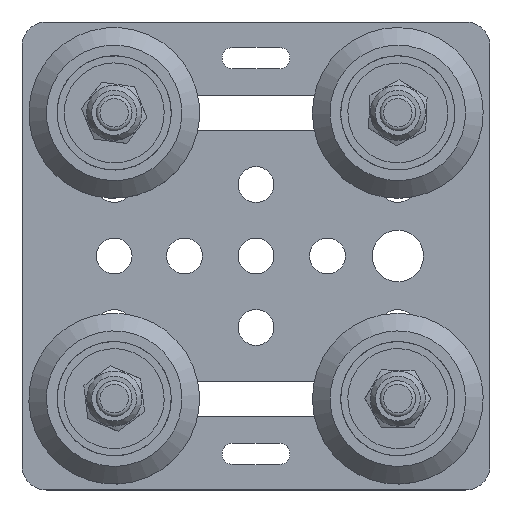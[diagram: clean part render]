
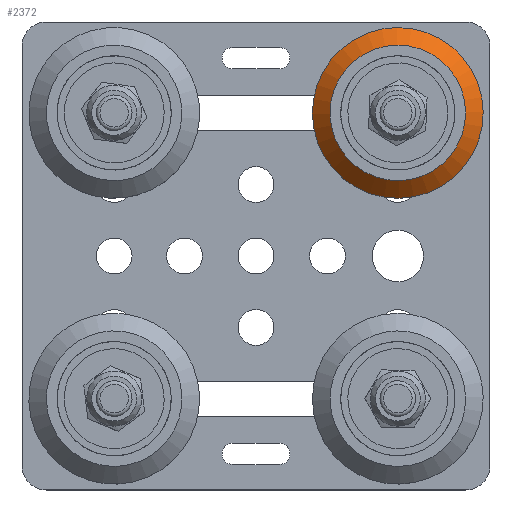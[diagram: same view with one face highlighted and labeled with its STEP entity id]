
A CAD part, top view. The second image highlights one B-rep face of the part: STEP entity #2372.
In plain terms, the highlighted conical face has half-angle 45 degrees and reference radius 10.719 mm.
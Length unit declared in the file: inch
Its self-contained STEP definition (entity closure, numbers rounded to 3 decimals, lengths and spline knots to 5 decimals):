
#116=CONICAL_SURFACE('',#2687,0.42199,0.785);
#345=FACE_OUTER_BOUND('',#520,.T.);
#520=EDGE_LOOP('',(#1916,#1917,#1918,#1919));
#697=LINE('',#3967,#848);
#848=VECTOR('',#3263,0.42199);
#975=CIRCLE('',#2686,0.3735);
#976=CIRCLE('',#2688,0.47047);
#1158=VERTEX_POINT('',#3962);
#1159=VERTEX_POINT('',#3965);
#1421=EDGE_CURVE('',#1158,#1158,#975,.T.);
#1422=EDGE_CURVE('',#1159,#1159,#976,.T.);
#1423=EDGE_CURVE('',#1159,#1158,#697,.T.);
#1916=ORIENTED_EDGE('',*,*,#1422,.F.);
#1917=ORIENTED_EDGE('',*,*,#1423,.T.);
#1918=ORIENTED_EDGE('',*,*,#1421,.T.);
#1919=ORIENTED_EDGE('',*,*,#1423,.F.);
#2372=ADVANCED_FACE('',(#345),#116,.T.);
#2686=AXIS2_PLACEMENT_3D('',#3963,#3257,#3258);
#2687=AXIS2_PLACEMENT_3D('',#3964,#3259,#3260);
#2688=AXIS2_PLACEMENT_3D('',#3966,#3261,#3262);
#3257=DIRECTION('center_axis',(0.,-1.,0.));
#3258=DIRECTION('ref_axis',(1.,0.,0.));
#3259=DIRECTION('center_axis',(0.,-1.,0.));
#3260=DIRECTION('ref_axis',(1.,0.,0.));
#3261=DIRECTION('center_axis',(0.,-1.,0.));
#3262=DIRECTION('ref_axis',(1.,0.,0.));
#3263=DIRECTION('',(0.707,0.707,0.));
#3962=CARTESIAN_POINT('',(-0.3735,0.40276,0.));
#3963=CARTESIAN_POINT('Origin',(0.,0.40276,0.));
#3964=CARTESIAN_POINT('Origin',(0.,0.35427,0.));
#3965=CARTESIAN_POINT('',(-0.47047,0.30579,0.));
#3966=CARTESIAN_POINT('Origin',(0.,0.30579,0.));
#3967=CARTESIAN_POINT('',(-0.42199,0.35427,0.));
